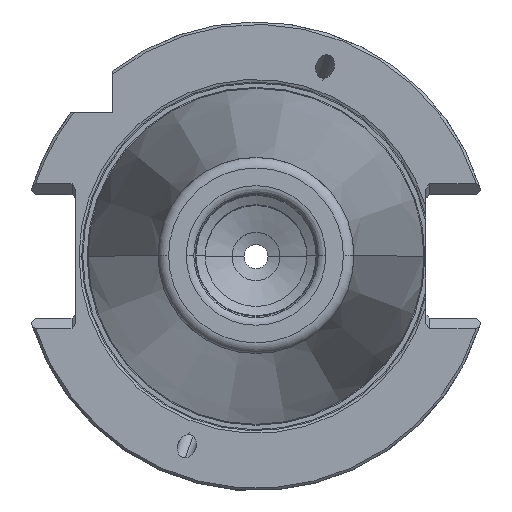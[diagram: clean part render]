
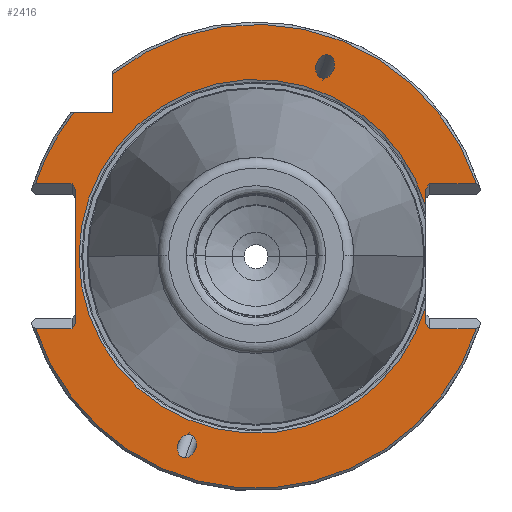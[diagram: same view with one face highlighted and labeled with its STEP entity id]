
A CAD part, top view. The second image highlights one B-rep face of the part: STEP entity #2416.
In plain terms, the highlighted planar face has unit normal (0, 0, 1).
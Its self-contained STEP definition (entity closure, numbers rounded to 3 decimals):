
#912=EDGE_CURVE('NONE',#1208,#1166,#2704,.T.);
#918=EDGE_CURVE('NONE',#1710,#2516,#2711,.T.);
#926=EDGE_CURVE('NONE',#2516,#2572,#2719,.T.);
#1046=EDGE_CURVE('NONE',#1060,#1904,#2864,.T.);
#1060=VERTEX_POINT('NONE',#2878);
#1156=EDGE_CURVE('NONE',#1590,#1250,#2987,.T.);
#1166=VERTEX_POINT('NONE',#2998);
#1184=EDGE_CURVE('NONE',#2368,#1166,#3021,.T.);
#1208=VERTEX_POINT('NONE',#3047);
#1250=VERTEX_POINT('NONE',#3093);
#1404=EDGE_CURVE('NONE',#2470,#1426,#3270,.T.);
#1426=VERTEX_POINT('NONE',#3292);
#1484=VERTEX_POINT('NONE',#3357);
#1524=EDGE_CURVE('NONE',#2256,#1718,#3400,.T.);
#1590=VERTEX_POINT('NONE',#3470);
#1638=EDGE_CURVE('NONE',#1060,#2544,#3525,.T.);
#1640=EDGE_CURVE('NONE',#2640,#2014,#3527,.T.);
#1648=EDGE_CURVE('NONE',#2212,#2544,#3536,.T.);
#1662=VERTEX_POINT('NONE',#3551);
#1680=VERTEX_POINT('NONE',#3571);
#1710=VERTEX_POINT('NONE',#3604);
#1718=VERTEX_POINT('NONE',#3612);
#1818=EDGE_CURVE('NONE',#1484,#1208,#3720,.T.);
#1904=VERTEX_POINT('NONE',#3815);
#1988=VERTEX_POINT('NONE',#3907);
#2014=VERTEX_POINT('NONE',#3938);
#2018=EDGE_CURVE('NONE',#1662,#1904,#3942,.T.);
#2034=EDGE_CURVE('NONE',#1426,#2470,#3959,.T.);
#2038=EDGE_CURVE('NONE',#2014,#2640,#3963,.T.);
#2062=EDGE_CURVE('NONE',#1662,#1590,#3988,.T.);
#2212=VERTEX_POINT('NONE',#4155);
#2244=EDGE_CURVE('NONE',#2572,#1250,#4190,.T.);
#2256=VERTEX_POINT('NONE',#4202);
#2368=VERTEX_POINT('NONE',#4324);
#2382=EDGE_CURVE('NONE',#1718,#1988,#4339,.T.);
#2416=ADVANCED_FACE('NONE',(#4375,#4376,#4377),#4378,.F.);
#2470=VERTEX_POINT('NONE',#4438);
#2486=EDGE_CURVE('NONE',#1710,#2368,#4455,.T.);
#2516=VERTEX_POINT('NONE',#4488);
#2544=VERTEX_POINT('NONE',#4518);
#2556=EDGE_CURVE('NONE',#2256,#2212,#4532,.T.);
#2572=VERTEX_POINT('NONE',#4551);
#2634=EDGE_CURVE('NONE',#1680,#1484,#4623,.T.);
#2636=EDGE_CURVE('NONE',#1680,#1988,#4625,.T.);
#2640=VERTEX_POINT('NONE',#4629);
#2704=LINE('',#4690,#4691);
#2711=LINE('',#4699,#4700);
#2719=LINE('',#4709,#4710);
#2864=LINE('',#4915,#4916);
#2878=CARTESIAN_POINT('',(-37.5,13.989,-1.5));
#2987=CIRCLE('',#5087,48.225);
#2998=CARTESIAN_POINT('',(35.3,10.348,-1.5));
#3021=CIRCLE('',#5132,36.786);
#3047=CARTESIAN_POINT('',(35.3,13.989,-1.5));
#3093=CARTESIAN_POINT('',(45.816,-15.05,-1.5));
#3270=(B_SPLINE_CURVE(3,(#5531,#5532,#5533,#5534),.UNSPECIFIED.,.F.,.F.)B_SPLINE_CURVE_WITH_KNOTS((4,4),(3.414,6.555),.UNSPECIFIED.)RATIONAL_B_SPLINE_CURVE((1.0,0.333,0.333,1.0))BOUNDED_CURVE()REPRESENTATION_ITEM('')GEOMETRIC_REPRESENTATION_ITEM()CURVE());
#3292=CARTESIAN_POINT('',(14.702,41.887,-1.5));
#3357=CARTESIAN_POINT('',(36.05,15.05,-1.5));
#3400=LINE('',#5761,#5762);
#3470=CARTESIAN_POINT('',(-45.816,-15.05,-1.5));
#3525=LINE('',#5954,#5955);
#3527=(B_SPLINE_CURVE(3,(#5959,#5960,#5961,#5962),.UNSPECIFIED.,.F.,.F.)B_SPLINE_CURVE_WITH_KNOTS((4,4),(0.272,3.414),.UNSPECIFIED.)RATIONAL_B_SPLINE_CURVE((1.0,0.333,0.333,1.0))BOUNDED_CURVE()REPRESENTATION_ITEM('')GEOMETRIC_REPRESENTATION_ITEM()CURVE());
#3536=LINE('',#5978,#5979);
#3551=CARTESIAN_POINT('',(-38.25,-15.05,-1.5));
#3571=CARTESIAN_POINT('',(45.816,15.05,-1.5));
#3604=CARTESIAN_POINT('',(35.3,-10.348,-1.5));
#3612=CARTESIAN_POINT('',(-29.85,29.85,-1.5));
#3720=LINE('',#6210,#6211);
#3815=CARTESIAN_POINT('',(-37.5,-13.989,-1.5));
#3907=CARTESIAN_POINT('',(-29.85,37.876,-1.5));
#3938=CARTESIAN_POINT('',(-14.027,-37.047,-1.5));
#3942=LINE('',#6602,#6603);
#3959=(B_SPLINE_CURVE(3,(#6627,#6628,#6629,#6630),.UNSPECIFIED.,.F.,.F.)B_SPLINE_CURVE_WITH_KNOTS((4,4),(0.272,3.414),.UNSPECIFIED.)RATIONAL_B_SPLINE_CURVE((1.0,0.333,0.333,1.0))BOUNDED_CURVE()REPRESENTATION_ITEM('')GEOMETRIC_REPRESENTATION_ITEM()CURVE());
#3963=(B_SPLINE_CURVE(3,(#6643,#6644,#6645,#6646),.UNSPECIFIED.,.F.,.F.)B_SPLINE_CURVE_WITH_KNOTS((4,4),(3.414,6.555),.UNSPECIFIED.)RATIONAL_B_SPLINE_CURVE((1.0,0.333,0.333,1.0))BOUNDED_CURVE()REPRESENTATION_ITEM('')GEOMETRIC_REPRESENTATION_ITEM()CURVE());
#3988=LINE('',#6686,#6687);
#4155=CARTESIAN_POINT('',(-45.816,15.05,-1.5));
#4190=LINE('',#7069,#7070);
#4202=CARTESIAN_POINT('',(-37.876,29.85,-1.5));
#4324=CARTESIAN_POINT('',(-36.786,0.,-1.5));
#4339=LINE('',#7346,#7347);
#4375=FACE_OUTER_BOUND('',#7416,.T.);
#4376=FACE_BOUND('',#7417,.T.);
#4377=FACE_BOUND('',#7418,.T.);
#4378=PLANE('',#7419);
#4438=CARTESIAN_POINT('',(14.027,37.047,-1.5));
#4455=CIRCLE('',#7526,36.786);
#4488=CARTESIAN_POINT('',(35.3,-13.989,-1.5));
#4518=CARTESIAN_POINT('',(-38.25,15.05,-1.5));
#4532=CIRCLE('',#7628,48.225);
#4551=CARTESIAN_POINT('',(36.05,-15.05,-1.5));
#4623=LINE('',#7757,#7758);
#4625=CIRCLE('',#7761,48.225);
#4629=CARTESIAN_POINT('',(-14.702,-41.887,-1.5));
#4690=CARTESIAN_POINT('',(35.3,0.,-1.5));
#4691=VECTOR('',#7841,1000.0);
#4699=CARTESIAN_POINT('',(35.3,0.,-1.5));
#4700=VECTOR('',#7850,1000.0);
#4709=CARTESIAN_POINT('',(35.013,-13.583,-1.5));
#4710=VECTOR('',#7851,1000.0);
#4915=CARTESIAN_POINT('',(-37.5,0.,-1.5));
#4916=VECTOR('',#8093,1000.0);
#5087=AXIS2_PLACEMENT_3D('',#8258,#8259,#8260);
#5132=AXIS2_PLACEMENT_3D('',#8309,#8310,#8311);
#5531=CARTESIAN_POINT('',(14.027,37.047,-1.5));
#5532=CARTESIAN_POINT('',(17.923,37.047,-1.5));
#5533=CARTESIAN_POINT('',(18.598,41.887,-1.5));
#5534=CARTESIAN_POINT('',(14.702,41.887,-1.5));
#5761=CARTESIAN_POINT('',(-52.85,29.85,-1.5));
#5762=VECTOR('',#8761,1000.0);
#5954=CARTESIAN_POINT('',(-29.995,3.376,-1.5));
#5955=VECTOR('',#8894,1000.0);
#5959=CARTESIAN_POINT('',(-14.702,-41.887,-1.5));
#5960=CARTESIAN_POINT('',(-10.807,-41.887,-1.5));
#5961=CARTESIAN_POINT('',(-10.132,-37.047,-1.5));
#5962=CARTESIAN_POINT('',(-14.027,-37.047,-1.5));
#5978=CARTESIAN_POINT('',(-63.9,15.05,-1.5));
#5979=VECTOR('',#8904,1000.0);
#6210=CARTESIAN_POINT('',(35.013,13.583,-1.5));
#6211=VECTOR('',#9068,1000.0);
#6602=CARTESIAN_POINT('',(-29.995,-3.376,-1.5));
#6603=VECTOR('',#9304,1000.0);
#6627=CARTESIAN_POINT('',(14.702,41.887,-1.5));
#6628=CARTESIAN_POINT('',(10.807,41.887,-1.5));
#6629=CARTESIAN_POINT('',(10.132,37.047,-1.5));
#6630=CARTESIAN_POINT('',(14.027,37.047,-1.5));
#6643=CARTESIAN_POINT('',(-14.027,-37.047,-1.5));
#6644=CARTESIAN_POINT('',(-17.923,-37.047,-1.5));
#6645=CARTESIAN_POINT('',(-18.598,-41.887,-1.5));
#6646=CARTESIAN_POINT('',(-14.702,-41.887,-1.5));
#6686=CARTESIAN_POINT('',(-63.9,-15.05,-1.5));
#6687=VECTOR('',#9341,1000.0);
#7069=CARTESIAN_POINT('',(62.5,-15.05,-1.5));
#7070=VECTOR('',#9593,1000.0);
#7346=CARTESIAN_POINT('',(-29.85,29.85,-1.5));
#7347=VECTOR('',#9748,1000.0);
#7416=EDGE_LOOP('',(#9786,#9787,#9788,#9789,#9790,#9791,#9792,#9793,#9794,#9795,#9796,#9797,#9798,#9799,#9800,#9801,#9802,#9803));
#7417=EDGE_LOOP('',(#9804,#9805));
#7418=EDGE_LOOP('',(#9806,#9807));
#7419=AXIS2_PLACEMENT_3D('',#9808,#9809,#9810);
#7526=AXIS2_PLACEMENT_3D('',#9898,#9899,#9900);
#7628=AXIS2_PLACEMENT_3D('',#9995,#9996,#9997);
#7757=CARTESIAN_POINT('',(62.5,15.05,-1.5));
#7758=VECTOR('',#10113,1000.0);
#7761=AXIS2_PLACEMENT_3D('',#10114,#10115,#10116);
#7841=DIRECTION('',(0.,-1.0,-0.0));
#7850=DIRECTION('',(0.,-1.0,-0.0));
#7851=DIRECTION('',(0.577,-0.816,0.0));
#8093=DIRECTION('',(0.,-1.0,-0.0));
#8258=CARTESIAN_POINT('',(0.0,0.0,-1.5));
#8259=DIRECTION('',(0.0,-0.0,1.0));
#8260=DIRECTION('',(1.0,0.,0.0));
#8309=CARTESIAN_POINT('',(0.0,0.0,-1.5));
#8310=DIRECTION('',(0.0,0.0,-1.0));
#8311=DIRECTION('',(1.0,0.,0.0));
#8761=DIRECTION('',(1.0,0.,0.0));
#8894=DIRECTION('',(-0.577,0.816,0.0));
#8904=DIRECTION('',(1.0,0.,0.0));
#9068=DIRECTION('',(-0.577,-0.816,0.0));
#9304=DIRECTION('',(0.577,0.816,0.0));
#9341=DIRECTION('',(-1.0,0.,0.0));
#9593=DIRECTION('',(1.0,0.,0.0));
#9748=DIRECTION('',(0.,1.0,0.0));
#9786=ORIENTED_EDGE('',*,*,#2634,.F.);
#9787=ORIENTED_EDGE('',*,*,#2636,.T.);
#9788=ORIENTED_EDGE('',*,*,#2382,.F.);
#9789=ORIENTED_EDGE('',*,*,#1524,.F.);
#9790=ORIENTED_EDGE('',*,*,#2556,.T.);
#9791=ORIENTED_EDGE('',*,*,#1648,.T.);
#9792=ORIENTED_EDGE('',*,*,#1638,.F.);
#9793=ORIENTED_EDGE('',*,*,#1046,.T.);
#9794=ORIENTED_EDGE('',*,*,#2018,.F.);
#9795=ORIENTED_EDGE('',*,*,#2062,.T.);
#9796=ORIENTED_EDGE('',*,*,#1156,.T.);
#9797=ORIENTED_EDGE('',*,*,#2244,.F.);
#9798=ORIENTED_EDGE('',*,*,#926,.F.);
#9799=ORIENTED_EDGE('',*,*,#918,.F.);
#9800=ORIENTED_EDGE('',*,*,#2486,.T.);
#9801=ORIENTED_EDGE('',*,*,#1184,.T.);
#9802=ORIENTED_EDGE('',*,*,#912,.F.);
#9803=ORIENTED_EDGE('',*,*,#1818,.F.);
#9804=ORIENTED_EDGE('',*,*,#1640,.F.);
#9805=ORIENTED_EDGE('',*,*,#2038,.F.);
#9806=ORIENTED_EDGE('',*,*,#2034,.F.);
#9807=ORIENTED_EDGE('',*,*,#1404,.F.);
#9808=CARTESIAN_POINT('',(0.,-50.0,-1.5));
#9809=DIRECTION('',(0.0,0.0,-1.0));
#9810=DIRECTION('',(-1.0,0.0,0.0));
#9898=CARTESIAN_POINT('',(0.0,0.0,-1.5));
#9899=DIRECTION('',(0.0,0.0,-1.0));
#9900=DIRECTION('',(1.0,0.,0.0));
#9995=CARTESIAN_POINT('',(0.0,0.0,-1.5));
#9996=DIRECTION('',(0.0,0.0,1.0));
#9997=DIRECTION('',(1.0,0.,-0.0));
#10113=DIRECTION('',(-1.0,0.,0.0));
#10114=CARTESIAN_POINT('',(0.0,0.0,-1.5));
#10115=DIRECTION('',(0.0,-0.0,1.0));
#10116=DIRECTION('',(1.0,0.,0.0));
